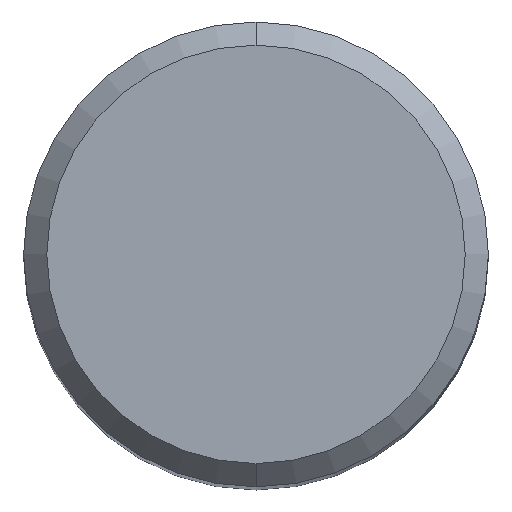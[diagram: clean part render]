
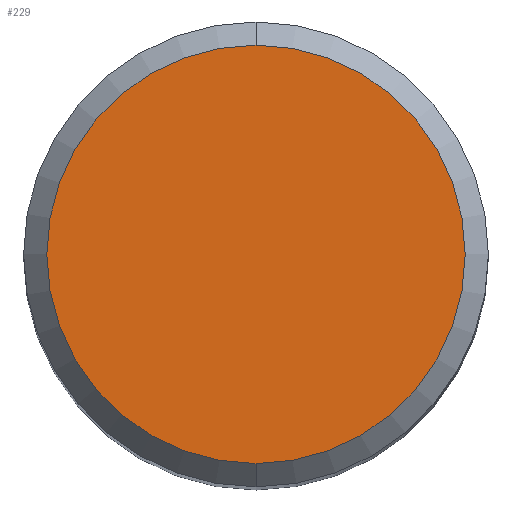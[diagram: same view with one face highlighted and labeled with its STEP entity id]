
A CAD part, top view. The second image highlights one B-rep face of the part: STEP entity #229.
In plain terms, the highlighted planar face has unit normal (0, 0, 1).
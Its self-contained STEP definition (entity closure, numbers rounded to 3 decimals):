
#103=EDGE_CURVE('',#123,#137,#255,.T.);
#123=VERTEX_POINT('',#277);
#137=VERTEX_POINT('',#292);
#191=EDGE_CURVE('',#137,#123,#353,.T.);
#229=ADVANCED_FACE('',(#396),#397,.T.);
#255=CIRCLE('',#418,4.5);
#277=CARTESIAN_POINT('',(0.,-4.5,0.0));
#292=CARTESIAN_POINT('',(0.0,4.5,0.0));
#353=CIRCLE('',#544,4.5);
#396=FACE_OUTER_BOUND('',#598,.T.);
#397=PLANE('',#599);
#418=AXIS2_PLACEMENT_3D('',#610,#611,#612);
#544=AXIS2_PLACEMENT_3D('',#727,#728,#729);
#598=EDGE_LOOP('',(#788,#789));
#599=AXIS2_PLACEMENT_3D('',#790,#791,#792);
#610=CARTESIAN_POINT('',(0.0,0.0,0.0));
#611=DIRECTION('',(0.0,0.0,-1.0));
#612=DIRECTION('',(0.0,1.0,0.0));
#727=CARTESIAN_POINT('',(0.0,0.0,0.0));
#728=DIRECTION('',(0.0,0.0,-1.0));
#729=DIRECTION('',(0.0,1.0,0.0));
#788=ORIENTED_EDGE('',*,*,#191,.F.);
#789=ORIENTED_EDGE('',*,*,#103,.F.);
#790=CARTESIAN_POINT('',(0.0,2.25,0.0));
#791=DIRECTION('',(-0.0,0.0,1.0));
#792=DIRECTION('',(0.0,-1.0,0.0));
